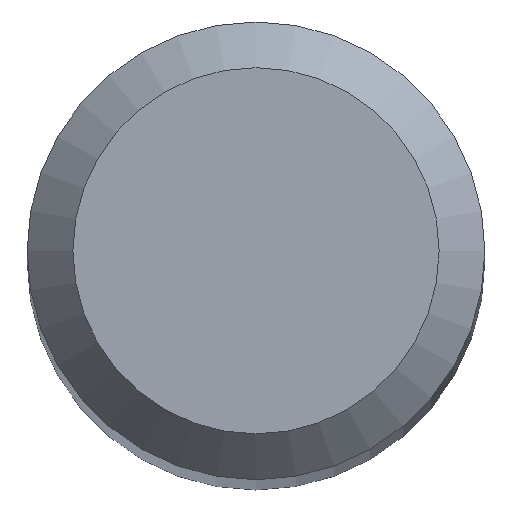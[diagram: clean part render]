
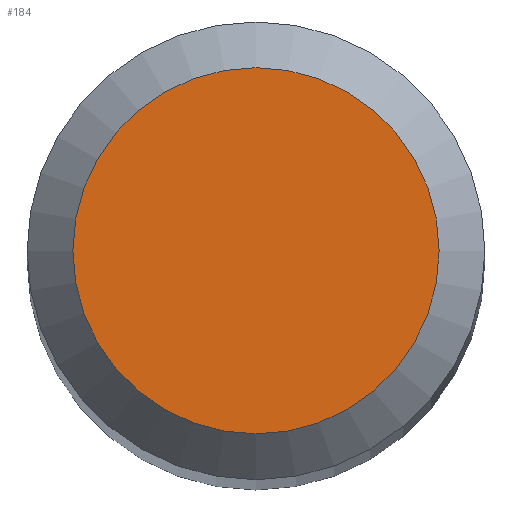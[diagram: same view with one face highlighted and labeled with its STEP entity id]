
A CAD part, top view. The second image highlights one B-rep face of the part: STEP entity #184.
In plain terms, the highlighted planar face has unit normal (0, 0, 1).
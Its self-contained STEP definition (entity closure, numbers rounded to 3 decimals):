
#9 = EDGE_LOOP ( 'NONE', ( #114 ) ) ;
#16 = VERTEX_POINT ( 'NONE', #120 ) ;
#31 = FACE_OUTER_BOUND ( 'NONE', #9, .T. ) ;
#48 = CARTESIAN_POINT ( 'NONE',  ( 0., 0., 38. ) ) ;
#98 = CIRCLE ( 'NONE', #160, 0.8 ) ;
#104 = CARTESIAN_POINT ( 'NONE',  ( 0., 0., 38. ) ) ;
#114 = ORIENTED_EDGE ( 'NONE', *, *, #203, .F. ) ;
#120 = CARTESIAN_POINT ( 'NONE',  ( 0., 0.8, 38. ) ) ;
#125 = PLANE ( 'NONE',  #212 ) ;
#157 = DIRECTION ( 'NONE',  ( 0., 0., -1. ) ) ;
#160 = AXIS2_PLACEMENT_3D ( 'NONE', #48, #192, #161 ) ;
#161 = DIRECTION ( 'NONE',  ( 0., 1., 0. ) ) ;
#184 = ADVANCED_FACE ( 'NONE', ( #31 ), #125, .F. ) ;
#192 = DIRECTION ( 'NONE',  ( 0., 0., -1. ) ) ;
#194 = DIRECTION ( 'NONE',  ( 0., 1., 0. ) ) ;
#203 = EDGE_CURVE ( 'NONE', #16, #16, #98, .T. ) ;
#212 = AXIS2_PLACEMENT_3D ( 'NONE', #104, #157, #194 ) ;
